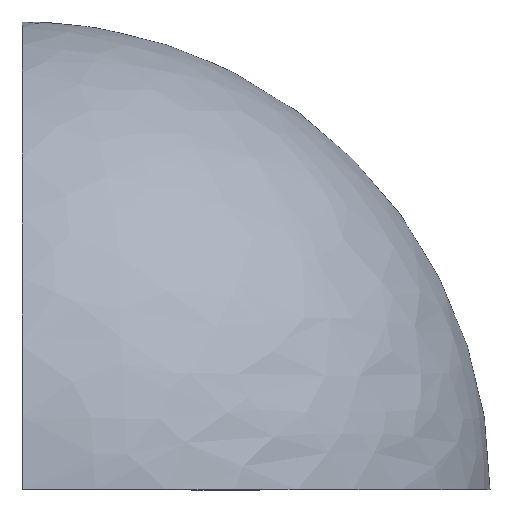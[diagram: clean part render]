
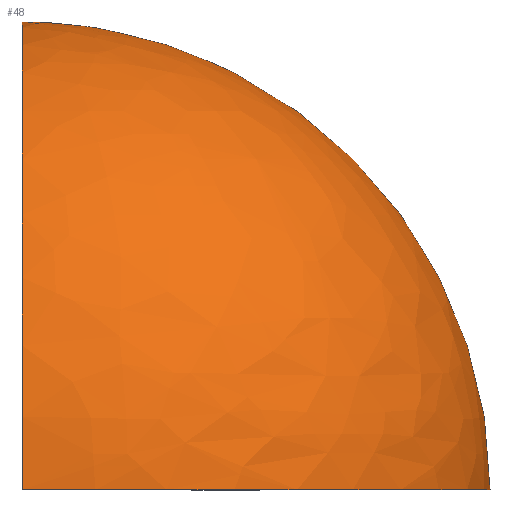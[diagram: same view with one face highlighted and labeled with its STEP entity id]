
A CAD part, left-side view. The second image highlights one B-rep face of the part: STEP entity #48.
In plain terms, the highlighted free-form (B-spline) face has degree [2, 2] with [3, 3] control points.
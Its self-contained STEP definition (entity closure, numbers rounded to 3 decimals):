
#2=CARTESIAN_POINT('',(-41.0,0.0,0.0));
#3=CARTESIAN_POINT('',(-41.0,-41.,0.0));
#4=CARTESIAN_POINT('',(0.,-41.0,0.));
#5=CARTESIAN_POINT('',(-41.0,0.0,41.));
#6=CARTESIAN_POINT('',(-41.0,-41.,41.));
#7=CARTESIAN_POINT('',(0.,-41.0,41.));
#8=CARTESIAN_POINT('',(0.,0.0,41.0));
#9=CARTESIAN_POINT('',(0.,0.0,41.0));
#10=CARTESIAN_POINT('',(0.,0.0,41.0));
#18=(BOUNDED_SURFACE()B_SPLINE_SURFACE(2,2,((#2,#5,#8),(#3,#6,#9),(#4,#7,#10)),.UNSPECIFIED.,.F.,.F.,.U.)GEOMETRIC_REPRESENTATION_ITEM()QUASI_UNIFORM_SURFACE()RATIONAL_B_SPLINE_SURFACE(((1.0,0.707,1.0),(0.707,0.5,0.707),(1.0,0.707,1.0)))REPRESENTATION_ITEM('')SURFACE());
#19=CARTESIAN_POINT('',(-41.0,0.0,0.0));
#20=VERTEX_POINT('',#19);
#21=CARTESIAN_POINT('',(0.,-41.0,0.));
#22=VERTEX_POINT('',#21);
#23=CARTESIAN_POINT('',(0.0,0.0,0.));
#24=DIRECTION('',(0.,0.0,1.0));
#25=DIRECTION('',(-1.0,0.0,0.));
#26=AXIS2_PLACEMENT_3D('',#23,#24,#25);
#27=CIRCLE('',#26,41.0);
#28=EDGE_CURVE('',#20,#22,#27,.T.);
#29=ORIENTED_EDGE('',*,*,#28,.T.);
#30=CARTESIAN_POINT('',(0.0,0.0,41.0));
#31=VERTEX_POINT('',#30);
#32=CARTESIAN_POINT('',(0.,0.0,0.0));
#33=DIRECTION('',(-1.0,0.,0.));
#34=DIRECTION('',(0.,-1.0,0.));
#35=AXIS2_PLACEMENT_3D('',#32,#33,#34);
#36=CIRCLE('',#35,41.0);
#37=EDGE_CURVE('',#22,#31,#36,.T.);
#38=ORIENTED_EDGE('',*,*,#37,.T.);
#39=CARTESIAN_POINT('',(0.0,0.0,0.0));
#40=DIRECTION('',(0.0,1.0,0.0));
#41=DIRECTION('',(-1.0,0.0,0.0));
#42=AXIS2_PLACEMENT_3D('',#39,#40,#41);
#43=CIRCLE('',#42,41.0);
#44=EDGE_CURVE('',#20,#31,#43,.T.);
#45=ORIENTED_EDGE('',*,*,#44,.F.);
#46=EDGE_LOOP('',(#29,#38,#45));
#47=FACE_OUTER_BOUND('',#46,.T.);
#48=ADVANCED_FACE('',(#47),#18,.T.);
